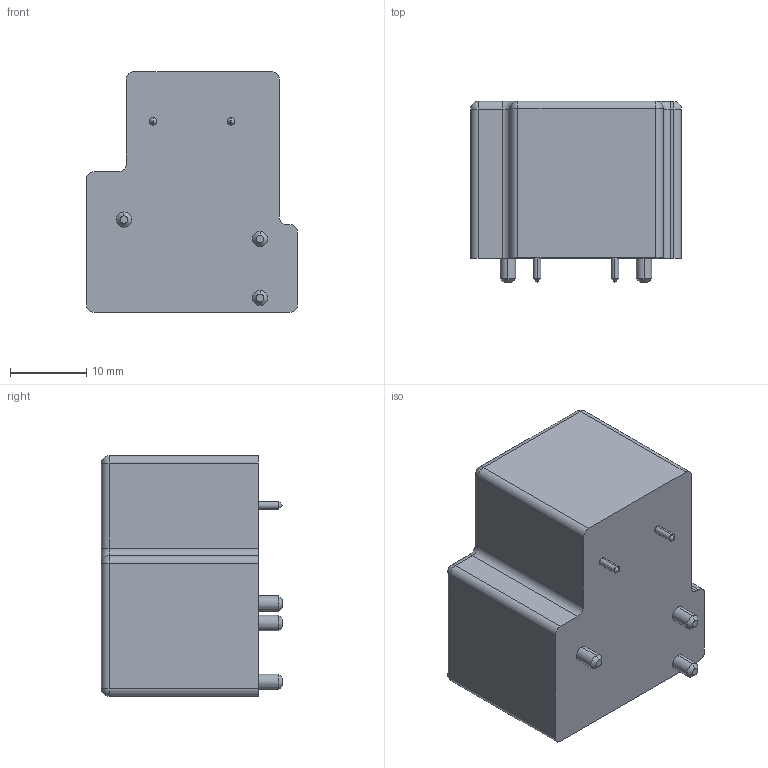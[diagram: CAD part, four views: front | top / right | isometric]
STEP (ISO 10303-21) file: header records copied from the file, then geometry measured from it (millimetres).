
FILE_DESCRIPTION (( 'STEP AP203' ), '1' );
FILE_NAME ('HK15F-DC12V-S-K.STEP', '2018-05-15T21:53:56', ( '' ), ( '' ), 'SwSTEP 2.0', 'SolidWorks 2017', '' );
FILE_SCHEMA (( 'CONFIG_CONTROL_DESIGN' ));
Length unit declared in the file: millimetre
Products named in the file (1): HK15F-DC12V-S-K
Bounding box: 27.6 x 23.7 x 31.5 mm (x, y, z)
Volume: 15433 mm3; surface area: 3879.3 mm2
Topology: 1 solids, 1 shells, 57 faces, 130 edges, 70 vertices
Faces by surface type: cylinder 26, plane 13, cone 10, sphere 6, torus 2
Entity records: 1591 total; most frequent: DIRECTION 296, CARTESIAN_POINT 248, ORIENTED_EDGE 240, EDGE_CURVE 120, AXIS2_PLACEMENT_3D 118, VERTEX_POINT 70, EDGE_LOOP 62, VECTOR 60
